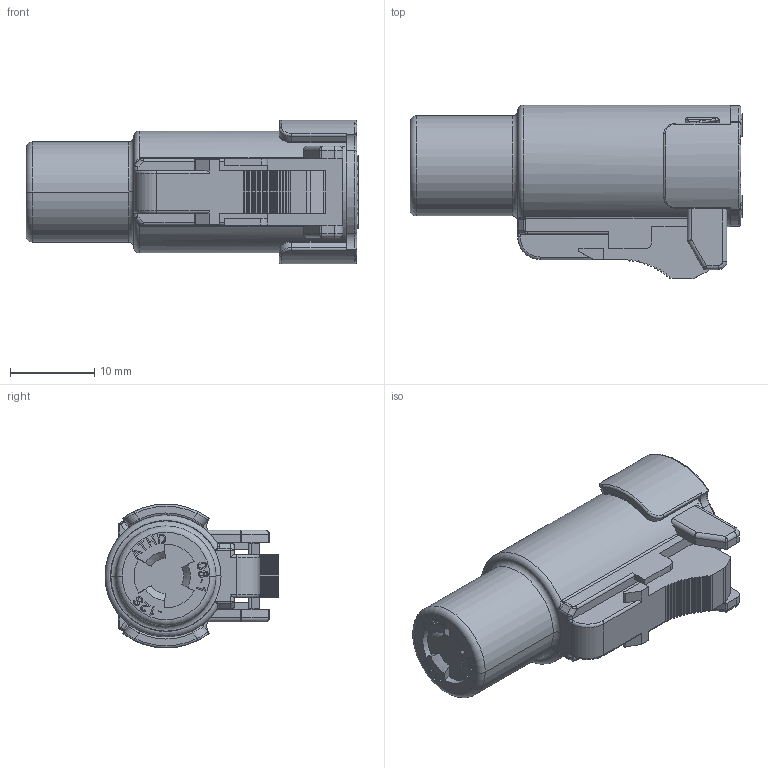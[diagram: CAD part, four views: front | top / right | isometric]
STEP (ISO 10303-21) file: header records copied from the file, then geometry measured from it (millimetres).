
FILE_DESCRIPTION((''),'2;1');
FILE_NAME('PL000813-12-EC','2020-07-06T',('vito.li'),(''),'PRO/ENGINEER BY PARAMETRIC TECHNOLOGY CORPORATION, 2016360','PRO/ENGINEER BY PARAMETRIC TECHNOLOGY CORPORATION, 2016360','');
FILE_SCHEMA(('CONFIG_CONTROL_DESIGN'));
Length unit declared in the file: millimetre
Products named in the file (1): PL000813-12-EC
Bounding box: 39.47 x 20.68 x 17.1 mm (x, y, z)
Volume: 6658.8 mm3; surface area: 2698.3 mm2
Topology: 1 solids, 1 shells, 730 faces, 1946 edges, 1264 vertices
Faces by surface type: plane 300, extrusion 254, cylinder 98, bspline 50, torus 25, cone 3
Entity records: 25494 total; most frequent: CARTESIAN_POINT 8512, ORIENTED_EDGE 3892, DIRECTION 2672, EDGE_CURVE 1946, VECTOR 1328, VERTEX_POINT 1264, LINE 1074, B_SPLINE_CURVE_WITH_KNOTS 880
